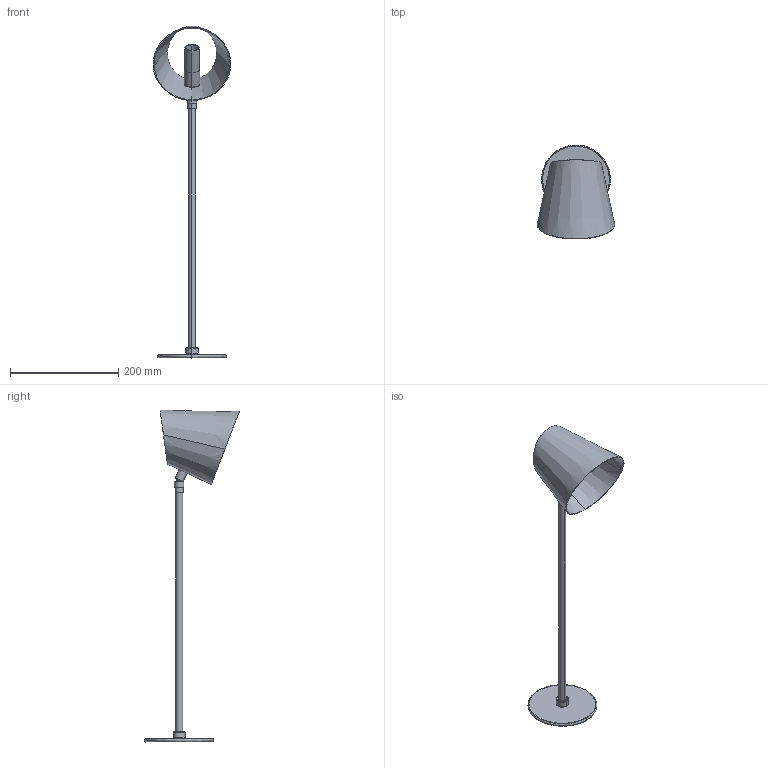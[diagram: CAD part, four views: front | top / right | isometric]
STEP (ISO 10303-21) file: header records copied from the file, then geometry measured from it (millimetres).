
FILE_DESCRIPTION (( 'STEP AP203' ), '1' );
FILE_NAME ('Hartau Wall Long.STEP', '2018-07-03T15:38:02', ( '' ), ( '' ), 'SwSTEP 2.0', 'SolidWorks 2017', '' );
FILE_SCHEMA (( 'CONFIG_CONTROL_DESIGN' ));
Length unit declared in the file: inch
Products named in the file (1): Hartau Wall Long
Bounding box: 142.85 x 174.22 x 612.03 mm (x, y, z)
Surface area: 146381 mm2 (no closed solid volume)
Topology: 0 solids, 9 shells, 72 faces, 183 edges, 113 vertices
Faces by surface type: cone 22, bspline 18, cylinder 18, plane 10, sphere 4
Entity records: 3093 total; most frequent: CARTESIAN_POINT 1489, ORIENTED_EDGE 320, DIRECTION 302, EDGE_CURVE 174, AXIS2_PLACEMENT_3D 129, VERTEX_POINT 110, EDGE_LOOP 80, CIRCLE 74
